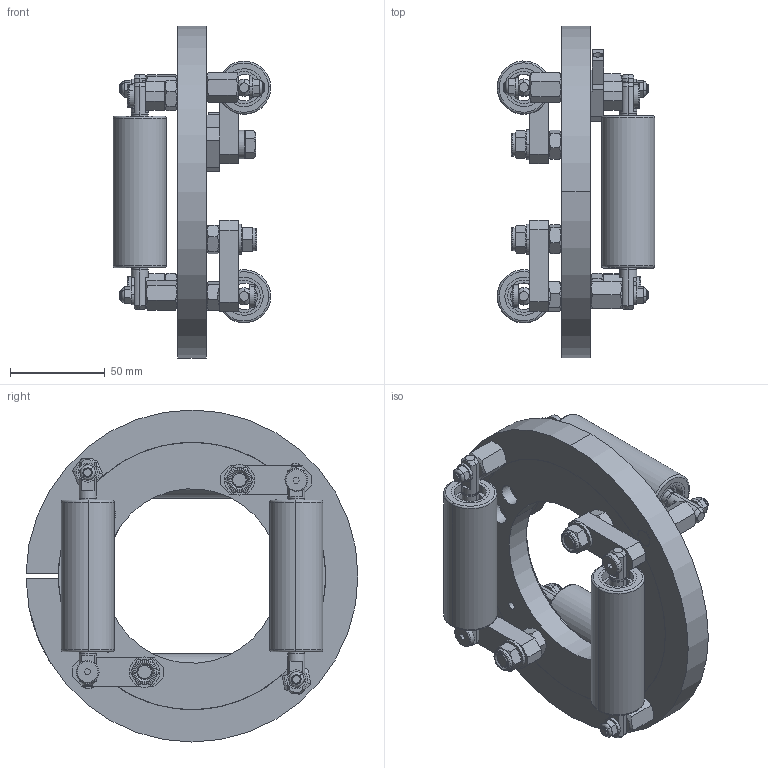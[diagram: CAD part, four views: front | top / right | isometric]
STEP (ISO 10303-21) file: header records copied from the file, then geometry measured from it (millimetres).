
FILE_DESCRIPTION (( 'STEP AP203' ), '1' );
FILE_NAME ('211102 STEP 3-400301-01_15500.STEP', '2021-11-02T10:05:56', ( '' ), ( '' ), 'SwSTEP 2.0', 'SolidWorks 2021', '' );
FILE_SCHEMA (( 'CONFIG_CONTROL_DESIGN' ));
Length unit declared in the file: millimetre
Products named in the file (1): 211102 STEP 3-400301-01_15500
Bounding box: 82.97 x 174.99 x 175 mm (x, y, z)
Volume: 481795.6 mm3; surface area: 219271.1 mm2
Topology: 50 solids, 50 shells, 1168 faces, 2654 edges, 1694 vertices
Faces by surface type: plane 459, cylinder 404, cone 172, bspline 75, torus 58
Entity records: 38097 total; most frequent: CARTESIAN_POINT 11502, DIRECTION 5594, ORIENTED_EDGE 5292, EDGE_CURVE 2646, AXIS2_PLACEMENT_3D 2206, VERTEX_POINT 1694, EDGE_LOOP 1410, LINE 1182
